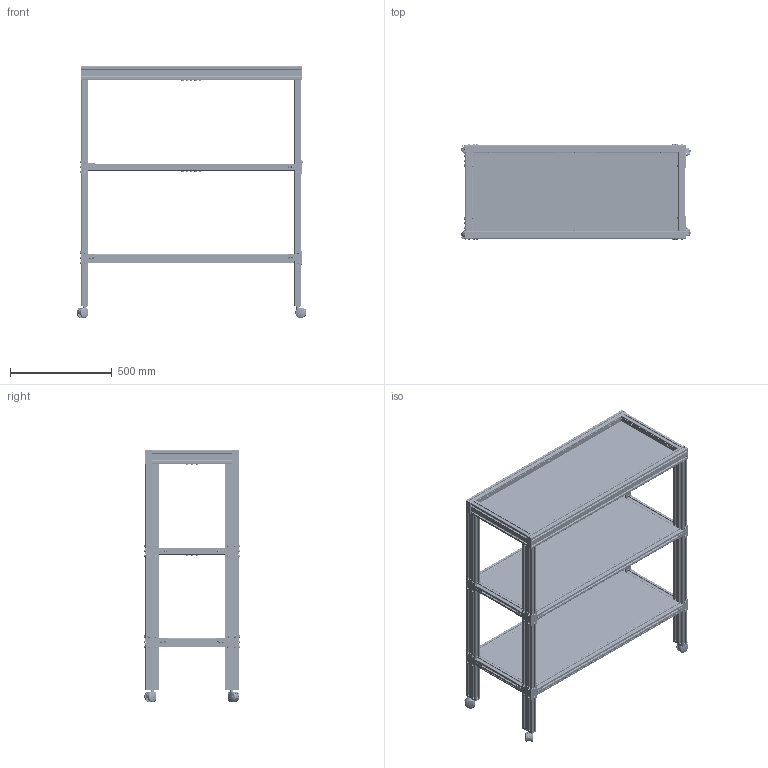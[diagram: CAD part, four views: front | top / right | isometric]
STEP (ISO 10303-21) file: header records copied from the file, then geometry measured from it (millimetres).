
FILE_DESCRIPTION(('FreeCAD Model'),'2;1');
FILE_NAME('Open CASCADE Shape Model','2025-05-09T19:10:38',('FreeCAD'),( 'FreeCAD'),'Open CASCADE STEP processor 7.6','FreeCAD','Unknown');
FILE_SCHEMA(('AUTOMOTIVE_DESIGN { 1 0 10303 214 1 1 1 1 }'));
Products named in the file (1): Open CASCADE STEP translator 7.6 1
Bounding box: 1133.94 x 469.02 x 1237.43 mm (x, y, z)
Volume: 15873680.1 mm3; surface area: 12665627.9 mm2
Topology: 216 solids, 216 shells, 7652 faces, 20940 edges, 13874 vertices
Faces by surface type: bspline 7652
Entity records: 238268 total; most frequent: CARTESIAN_POINT 117061, ORIENTED_EDGE 41616, EDGE_CURVE 20808, B_SPLINE_CURVE_WITH_KNOTS 14714, VERTEX_POINT 13874, FACE_BOUND 8560, EDGE_LOOP 8560, ADVANCED_FACE 7652
